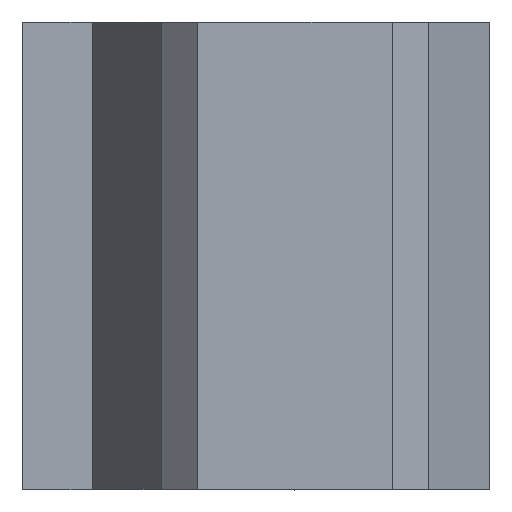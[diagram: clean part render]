
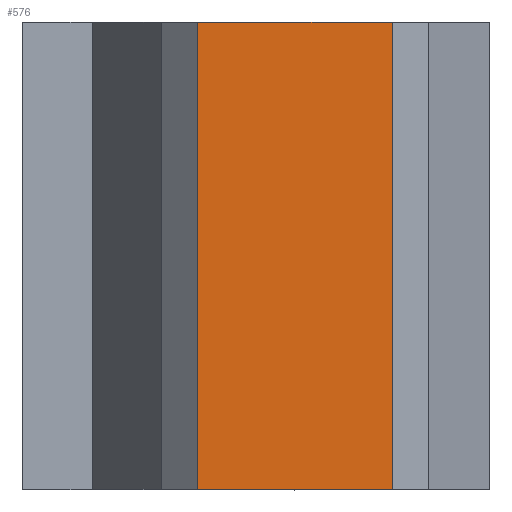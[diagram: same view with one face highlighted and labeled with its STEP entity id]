
A CAD part, top view. The second image highlights one B-rep face of the part: STEP entity #576.
In plain terms, the highlighted planar face has unit normal (0, 0, 1).
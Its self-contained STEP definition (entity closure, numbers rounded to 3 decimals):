
#540=AXIS2_PLACEMENT_3D('Plane Axis2P3D',#537,#538,#539) ;
#537=CARTESIAN_POINT('Axis2P3D Location',(7.,6.,10.387)) ;
#542=CARTESIAN_POINT('Line Origine',(4.5,6.,10.387)) ;
#546=CARTESIAN_POINT('Vertex',(4.5,12.,10.387)) ;
#548=CARTESIAN_POINT('Vertex',(4.5,0.,10.387)) ;
#551=CARTESIAN_POINT('Line Origine',(7.,0.,10.387)) ;
#555=CARTESIAN_POINT('Vertex',(9.5,0.,10.387)) ;
#558=CARTESIAN_POINT('Line Origine',(9.5,6.,10.387)) ;
#562=CARTESIAN_POINT('Vertex',(9.5,12.,10.387)) ;
#565=CARTESIAN_POINT('Line Origine',(7.,12.,10.387)) ;
#538=DIRECTION('Axis2P3D Direction',(0.,0.,1.)) ;
#539=DIRECTION('Axis2P3D XDirection',(1.,0.,0.)) ;
#543=DIRECTION('Vector Direction',(0.,-1.,0.)) ;
#552=DIRECTION('Vector Direction',(-1.,0.,0.)) ;
#559=DIRECTION('Vector Direction',(0.,1.,0.)) ;
#566=DIRECTION('Vector Direction',(1.,0.,0.)) ;
#544=VECTOR('Line Direction',#543,1.) ;
#553=VECTOR('Line Direction',#552,1.) ;
#560=VECTOR('Line Direction',#559,1.) ;
#567=VECTOR('Line Direction',#566,1.) ;
#571=ORIENTED_EDGE('',*,*,#550,.T.) ;
#572=ORIENTED_EDGE('',*,*,#557,.T.) ;
#573=ORIENTED_EDGE('',*,*,#564,.T.) ;
#574=ORIENTED_EDGE('',*,*,#569,.T.) ;
#576=ADVANCED_FACE('S3D - gedreht',(#575),#541,.T.) ;
#550=EDGE_CURVE('',#547,#549,#545,.T.) ;
#557=EDGE_CURVE('',#549,#556,#554,.F.) ;
#564=EDGE_CURVE('',#556,#563,#561,.T.) ;
#569=EDGE_CURVE('',#563,#547,#568,.F.) ;
#570=EDGE_LOOP('',(#571,#572,#573,#574)) ;
#575=FACE_OUTER_BOUND('',#570,.T.) ;
#545=LINE('Line',#542,#544) ;
#554=LINE('Line',#551,#553) ;
#561=LINE('Line',#558,#560) ;
#568=LINE('Line',#565,#567) ;
#541=PLANE('',#540) ;
#547=VERTEX_POINT('',#546) ;
#549=VERTEX_POINT('',#548) ;
#556=VERTEX_POINT('',#555) ;
#563=VERTEX_POINT('',#562) ;
